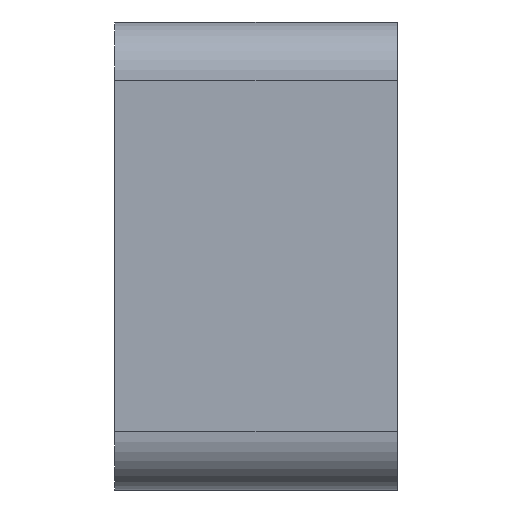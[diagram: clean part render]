
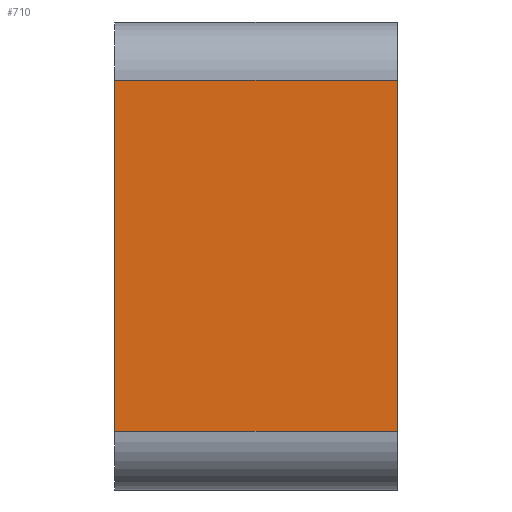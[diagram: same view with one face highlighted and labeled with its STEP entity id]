
A CAD part, left-side view. The second image highlights one B-rep face of the part: STEP entity #710.
In plain terms, the highlighted planar face has unit normal (-1, 0, 0).
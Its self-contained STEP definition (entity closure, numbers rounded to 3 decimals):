
#68=FACE_OUTER_BOUND('',#105,.T.);
#105=EDGE_LOOP('',(#574,#575,#576,#577));
#189=LINE('',#1134,#272);
#190=LINE('',#1137,#273);
#191=LINE('',#1139,#274);
#192=LINE('',#1140,#275);
#272=VECTOR('',#916,10.);
#273=VECTOR('',#919,10.);
#274=VECTOR('',#920,10.);
#275=VECTOR('',#921,10.);
#339=VERTEX_POINT('',#1130);
#340=VERTEX_POINT('',#1132);
#341=VERTEX_POINT('',#1136);
#342=VERTEX_POINT('',#1138);
#427=EDGE_CURVE('',#340,#339,#189,.T.);
#428=EDGE_CURVE('',#340,#341,#190,.T.);
#429=EDGE_CURVE('',#342,#341,#191,.T.);
#430=EDGE_CURVE('',#339,#342,#192,.T.);
#574=ORIENTED_EDGE('',*,*,#427,.F.);
#575=ORIENTED_EDGE('',*,*,#428,.T.);
#576=ORIENTED_EDGE('',*,*,#429,.F.);
#577=ORIENTED_EDGE('',*,*,#430,.F.);
#682=PLANE('',#766);
#710=ADVANCED_FACE('',(#68),#682,.T.);
#766=AXIS2_PLACEMENT_3D('',#1135,#917,#918);
#916=DIRECTION('',(0.,1.,0.));
#917=DIRECTION('center_axis',(-1.,0.,0.));
#918=DIRECTION('ref_axis',(0.,-1.,0.));
#919=DIRECTION('',(0.,0.,1.));
#920=DIRECTION('',(0.,-1.,0.));
#921=DIRECTION('',(0.,0.,1.));
#1130=CARTESIAN_POINT('',(0.,24.156,-15.));
#1132=CARTESIAN_POINT('',(0.,0.,-15.));
#1134=CARTESIAN_POINT('',(0.,25.617,-15.));
#1135=CARTESIAN_POINT('Origin',(0.,34.156,0.));
#1136=CARTESIAN_POINT('',(0.,0.,15.));
#1137=CARTESIAN_POINT('',(0.,0.,0.));
#1138=CARTESIAN_POINT('',(0.,24.156,15.));
#1139=CARTESIAN_POINT('',(0.,25.617,15.));
#1140=CARTESIAN_POINT('',(0.,24.156,0.));
